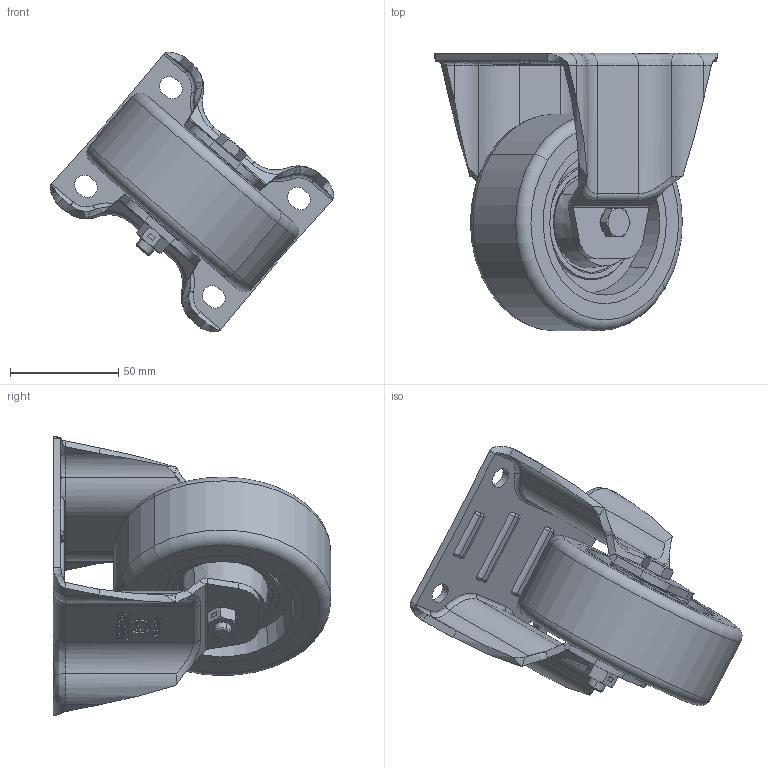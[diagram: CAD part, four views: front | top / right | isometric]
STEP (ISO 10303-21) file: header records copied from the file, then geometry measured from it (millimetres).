
FILE_DESCRIPTION (( 'STEP AP214' ), '1' );
FILE_NAME ('0020260.step', '2022-10-26T10:49:25', ( '' ), ( '' ), 'SwSTEP 2.0', 'SolidWorks 2020', '' );
FILE_SCHEMA (( 'AUTOMOTIVE_DESIGN' ));
Length unit declared in the file: millimetre
Products named in the file (1): 0020260
Bounding box: 130.9 x 127.99 x 129.11 mm (x, y, z)
Volume: 333463.7 mm3; surface area: 123886.4 mm2
Topology: 18 solids, 18 shells, 768 faces, 1854 edges, 1162 vertices
Faces by surface type: plane 355, cylinder 241, bspline 70, cone 60, torus 42
Entity records: 34913 total; most frequent: CARTESIAN_POINT 8389, ORIENTED_EDGE 3708, DIRECTION 3695, EDGE_CURVE 1854, AXIS2_PLACEMENT_3D 1309, VERTEX_POINT 1162, VECTOR 1077, LINE 1077
